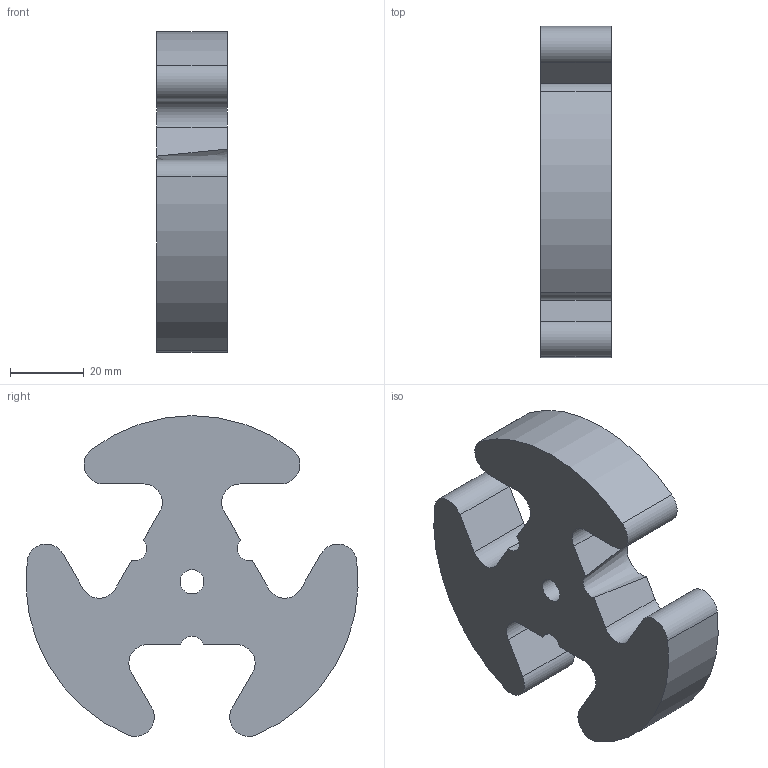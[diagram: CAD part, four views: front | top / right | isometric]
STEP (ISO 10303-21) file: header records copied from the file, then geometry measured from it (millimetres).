
FILE_DESCRIPTION(/* description */ (''),/* implementation_level */ '2;1');
FILE_NAME(/* name */ 'trinode v7.step',/* time_stamp */ '2023-08-05T15:30:03-05:00',/* author */ (''),/* organization */ (''),/* preprocessor_version */ 'ST-DEVELOPER v19.2',/* originating_system */ 'Autodesk Translation Framework v12.4.0.73',/* authorisation */ '');
FILE_SCHEMA (('AUTOMOTIVE_DESIGN { 1 0 10303 214 3 1 1 }'));
Length unit declared in the file: millimetre
Products named in the file (1): trinode
Bounding box: 19 x 89.94 x 86.88 mm (x, y, z)
Volume: 76371.4 mm3; surface area: 17252.6 mm2
Topology: 1 solids, 1 shells, 33 faces, 93 edges, 62 vertices
Faces by surface type: cylinder 16, plane 14, cone 3
Full cylindrical faces by diameter (mm): 6.5 x1
Entity records: 1123 total; most frequent: CARTESIAN_POINT 201, DIRECTION 193, ORIENTED_EDGE 186, EDGE_CURVE 93, AXIS2_PLACEMENT_3D 72, VERTEX_POINT 62, LINE 49, VECTOR 49
